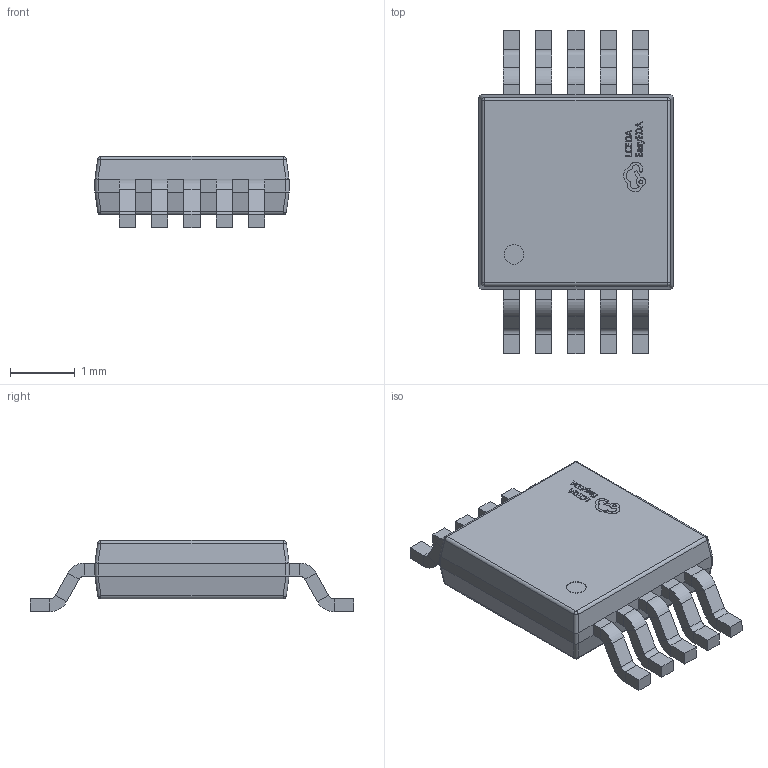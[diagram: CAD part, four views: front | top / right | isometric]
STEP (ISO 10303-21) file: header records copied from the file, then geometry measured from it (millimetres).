
FILE_DESCRIPTION (( 'STEP AP214' ), '1' );
FILE_NAME ('MSOP-10_L3.0-W3.0-H1.1-LS5.0-P0.50.step', '2022-07-26T09:56:18', ( '' ), ( '' ), 'SwSTEP 2.0', 'SolidWorks 2020', '' );
FILE_SCHEMA (( 'AUTOMOTIVE_DESIGN' ));
Length unit declared in the file: millimetre
Products named in the file (1): MSOP-10_L3.0-W3.0-H1.1-LS5.0-P0.50
Bounding box: 3 x 5 x 1.1 mm (x, y, z)
Volume: 8.5 mm3; surface area: 38.9 mm2
Topology: 14 solids, 14 shells, 555 faces, 1333 edges, 814 vertices
Faces by surface type: plane 373, bspline 112, cylinder 62, sphere 8
Entity records: 22548 total; most frequent: CARTESIAN_POINT 4879, ORIENTED_EDGE 2666, DIRECTION 2077, EDGE_CURVE 1333, LINE 973, VECTOR 973, VERTEX_POINT 814, EDGE_LOOP 575
